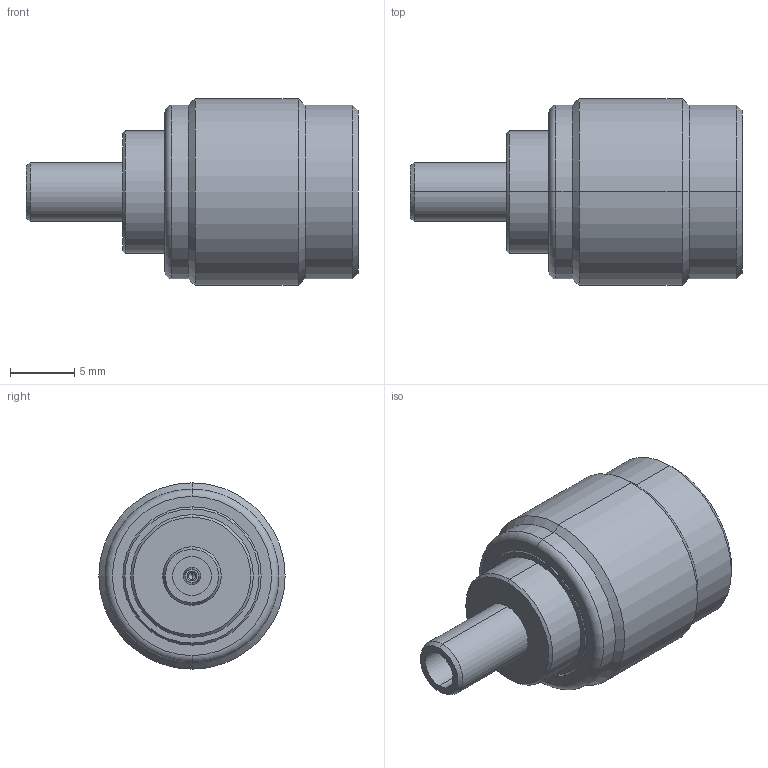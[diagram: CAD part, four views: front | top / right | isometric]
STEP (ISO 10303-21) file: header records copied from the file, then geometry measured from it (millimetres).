
FILE_DESCRIPTION (( 'STEP AP214' ), '1' );
FILE_NAME ('ARTP-1710.STEP', '2014-02-07T18:44:43', ( 'L-Com' ), ( 'L-Com Global Connectivity' ), 'SwSTEP 2.0', 'SolidWorks 2012', '' );
FILE_SCHEMA (( 'AUTOMOTIVE_DESIGN' ));
Length unit declared in the file: inch
Products named in the file (1): ARTP-1710
Bounding box: 25.8 x 14.48 x 14.48 mm (x, y, z)
Volume: 1931.9 mm3; surface area: 2250.3 mm2
Topology: 1 solids, 1 shells, 120 faces, 242 edges, 134 vertices
Faces by surface type: cone 66, cylinder 36, plane 14, torus 4
Entity records: 3262 total; most frequent: DIRECTION 616, CARTESIAN_POINT 493, ORIENTED_EDGE 476, AXIS2_PLACEMENT_3D 257, EDGE_CURVE 238, CIRCLE 136, VERTEX_POINT 134, EDGE_LOOP 134
